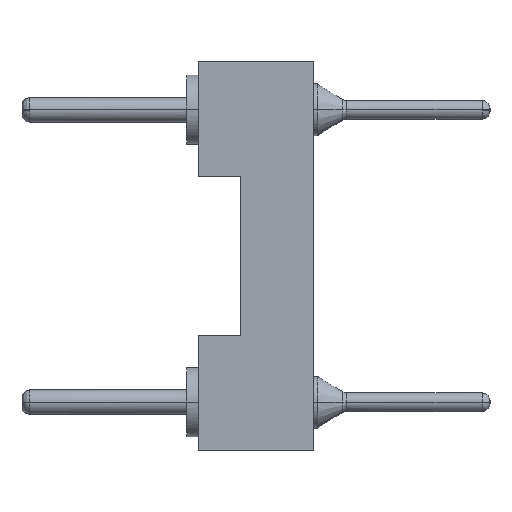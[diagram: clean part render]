
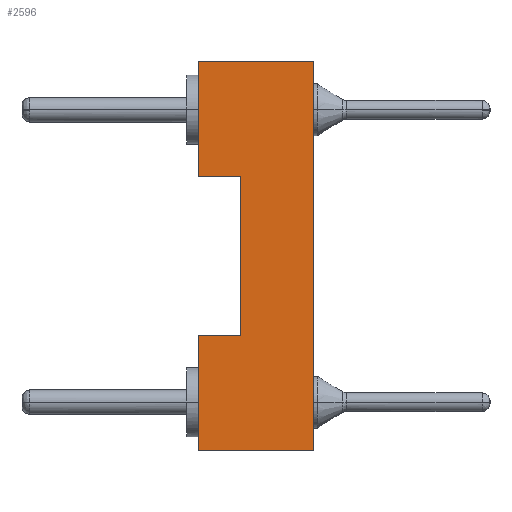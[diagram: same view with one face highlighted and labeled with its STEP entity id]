
A CAD part, left-side view. The second image highlights one B-rep face of the part: STEP entity #2596.
In plain terms, the highlighted planar face has unit normal (-1, 0, 0).
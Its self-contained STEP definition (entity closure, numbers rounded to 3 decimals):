
#105=CARTESIAN_POINT('',(-1.27,0.,-10.16));
#106=VERTEX_POINT('',#105);
#159=CARTESIAN_POINT('',(-1.27,0.,0.));
#160=VERTEX_POINT('',#159);
#170=CARTESIAN_POINT('',(-1.27,0.,0.));
#171=CARTESIAN_POINT('',(-1.27,0.,-2.032));
#172=CARTESIAN_POINT('',(-1.27,0.,-4.064));
#173=CARTESIAN_POINT('',(-1.27,0.,-6.096));
#174=CARTESIAN_POINT('',(-1.27,0.,-8.128));
#175=CARTESIAN_POINT('',(-1.27,0.,-10.16));
#176=B_SPLINE_CURVE_WITH_KNOTS('',5,(#170,#171,#172,#173,#174,#175),.UNSPECIFIED.,.F.,.U.,(6,6),(0.,10.16),.UNSPECIFIED.);
#177=EDGE_CURVE('',#160,#106,#176,.T.);
#1901=CARTESIAN_POINT('',(-1.27,3.,-7.16));
#1902=VERTEX_POINT('',#1901);
#1912=CARTESIAN_POINT('',(-1.27,1.9,-7.16));
#1913=VERTEX_POINT('',#1912);
#1914=CARTESIAN_POINT('',(-1.27,3.,-7.16));
#1915=CARTESIAN_POINT('',(-1.27,2.78,-7.16));
#1916=CARTESIAN_POINT('',(-1.27,2.56,-7.16));
#1917=CARTESIAN_POINT('',(-1.27,2.34,-7.16));
#1918=CARTESIAN_POINT('',(-1.27,2.12,-7.16));
#1919=CARTESIAN_POINT('',(-1.27,1.9,-7.16));
#1920=B_SPLINE_CURVE_WITH_KNOTS('',5,(#1914,#1915,#1916,#1917,#1918,#1919),.UNSPECIFIED.,.F.,.U.,(6,6),(0.,1.1),.UNSPECIFIED.);
#1921=EDGE_CURVE('',#1902,#1913,#1920,.T.);
#2093=CARTESIAN_POINT('',(-1.27,1.9,-3.));
#2094=VERTEX_POINT('',#2093);
#2104=CARTESIAN_POINT('',(-1.27,3.,-3.));
#2105=VERTEX_POINT('',#2104);
#2106=CARTESIAN_POINT('',(-1.27,1.9,-3.));
#2107=CARTESIAN_POINT('',(-1.27,2.12,-3.));
#2108=CARTESIAN_POINT('',(-1.27,2.34,-3.));
#2109=CARTESIAN_POINT('',(-1.27,2.56,-3.));
#2110=CARTESIAN_POINT('',(-1.27,2.78,-3.));
#2111=CARTESIAN_POINT('',(-1.27,3.,-3.));
#2112=B_SPLINE_CURVE_WITH_KNOTS('',5,(#2106,#2107,#2108,#2109,#2110,#2111),.UNSPECIFIED.,.F.,.U.,(6,6),(0.,1.1),.UNSPECIFIED.);
#2113=EDGE_CURVE('',#2094,#2105,#2112,.T.);
#2383=CARTESIAN_POINT('',(-1.27,3.,-10.16));
#2384=VERTEX_POINT('',#2383);
#2385=CARTESIAN_POINT('',(-1.27,0.,-10.16));
#2386=CARTESIAN_POINT('',(-1.27,0.6,-10.16));
#2387=CARTESIAN_POINT('',(-1.27,1.2,-10.16));
#2388=CARTESIAN_POINT('',(-1.27,1.8,-10.16));
#2389=CARTESIAN_POINT('',(-1.27,2.4,-10.16));
#2390=CARTESIAN_POINT('',(-1.27,3.,-10.16));
#2391=B_SPLINE_CURVE_WITH_KNOTS('',5,(#2385,#2386,#2387,#2388,#2389,#2390),.UNSPECIFIED.,.F.,.U.,(6,6),(0.,3.),.UNSPECIFIED.);
#2392=EDGE_CURVE('',#106,#2384,#2391,.T.);
#2533=CARTESIAN_POINT('',(-1.27,3.,0.));
#2534=VERTEX_POINT('',#2533);
#2544=CARTESIAN_POINT('',(-1.27,3.,0.));
#2545=CARTESIAN_POINT('',(-1.27,2.4,0.));
#2546=CARTESIAN_POINT('',(-1.27,1.8,0.));
#2547=CARTESIAN_POINT('',(-1.27,1.2,0.));
#2548=CARTESIAN_POINT('',(-1.27,0.6,0.));
#2549=CARTESIAN_POINT('',(-1.27,0.,0.));
#2550=B_SPLINE_CURVE_WITH_KNOTS('',5,(#2544,#2545,#2546,#2547,#2548,#2549),.UNSPECIFIED.,.F.,.U.,(6,6),(0.,3.),.UNSPECIFIED.);
#2551=EDGE_CURVE('',#2534,#160,#2550,.T.);
#2557=CARTESIAN_POINT('',(-1.27,1.5,-5.08));
#2558=DIRECTION('',(0.,0.,1.));
#2559=DIRECTION('',(-1.,0.,0.));
#2560=AXIS2_PLACEMENT_3D('',#2557,#2559,#2558);
#2561=PLANE('',#2560);
#2562=CARTESIAN_POINT('',(-1.27,3.,-7.16));
#2563=CARTESIAN_POINT('',(-1.27,3.,-7.76));
#2564=CARTESIAN_POINT('',(-1.27,3.,-8.36));
#2565=CARTESIAN_POINT('',(-1.27,3.,-8.96));
#2566=CARTESIAN_POINT('',(-1.27,3.,-9.56));
#2567=CARTESIAN_POINT('',(-1.27,3.,-10.16));
#2568=B_SPLINE_CURVE_WITH_KNOTS('',5,(#2562,#2563,#2564,#2565,#2566,#2567),.UNSPECIFIED.,.F.,.U.,(6,6),(0.,3.),.UNSPECIFIED.);
#2569=EDGE_CURVE('',#1902,#2384,#2568,.T.);
#2570=ORIENTED_EDGE('',*,*,#2569,.T.);
#2571=ORIENTED_EDGE('',*,*,#2392,.F.);
#2572=ORIENTED_EDGE('',*,*,#177,.F.);
#2573=ORIENTED_EDGE('',*,*,#2551,.F.);
#2574=CARTESIAN_POINT('',(-1.27,3.,0.));
#2575=CARTESIAN_POINT('',(-1.27,3.,-0.6));
#2576=CARTESIAN_POINT('',(-1.27,3.,-1.2));
#2577=CARTESIAN_POINT('',(-1.27,3.,-1.8));
#2578=CARTESIAN_POINT('',(-1.27,3.,-2.4));
#2579=CARTESIAN_POINT('',(-1.27,3.,-3.));
#2580=B_SPLINE_CURVE_WITH_KNOTS('',5,(#2574,#2575,#2576,#2577,#2578,#2579),.UNSPECIFIED.,.F.,.U.,(6,6),(0.,3.),.UNSPECIFIED.);
#2581=EDGE_CURVE('',#2534,#2105,#2580,.T.);
#2582=ORIENTED_EDGE('',*,*,#2581,.T.);
#2583=ORIENTED_EDGE('',*,*,#2113,.F.);
#2584=CARTESIAN_POINT('',(-1.27,1.9,-3.));
#2585=CARTESIAN_POINT('',(-1.27,1.9,-3.832));
#2586=CARTESIAN_POINT('',(-1.27,1.9,-4.664));
#2587=CARTESIAN_POINT('',(-1.27,1.9,-5.496));
#2588=CARTESIAN_POINT('',(-1.27,1.9,-6.328));
#2589=CARTESIAN_POINT('',(-1.27,1.9,-7.16));
#2590=B_SPLINE_CURVE_WITH_KNOTS('',5,(#2584,#2585,#2586,#2587,#2588,#2589),.UNSPECIFIED.,.F.,.U.,(6,6),(0.,4.16),.UNSPECIFIED.);
#2591=EDGE_CURVE('',#2094,#1913,#2590,.T.);
#2592=ORIENTED_EDGE('',*,*,#2591,.T.);
#2593=ORIENTED_EDGE('',*,*,#1921,.F.);
#2594=EDGE_LOOP('',(#2570,#2571,#2572,#2573,#2582,#2583,#2592,#2593));
#2595=FACE_OUTER_BOUND('',#2594,.T.);
#2596=ADVANCED_FACE('',(#2595),#2561,.T.);
